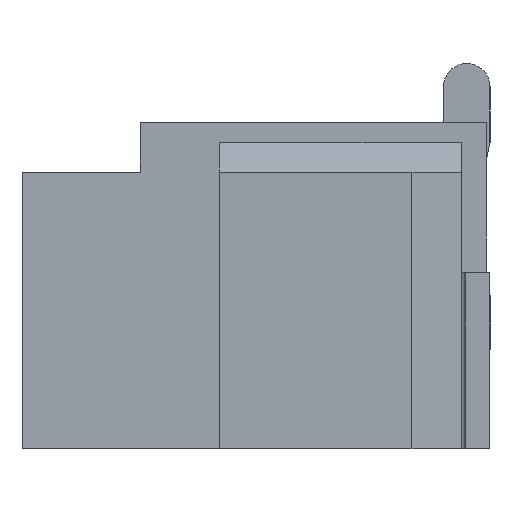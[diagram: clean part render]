
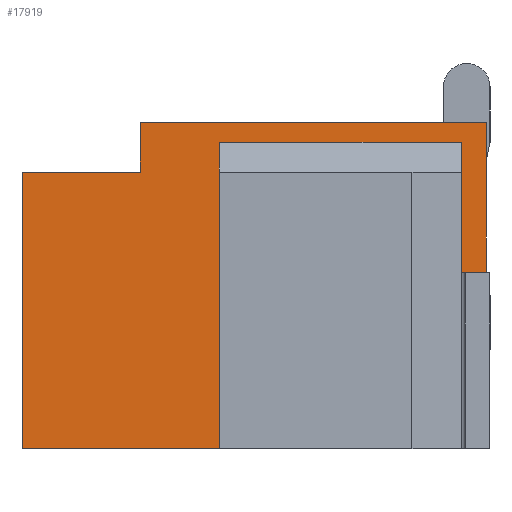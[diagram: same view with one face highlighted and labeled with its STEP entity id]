
A CAD part, left-side view. The second image highlights one B-rep face of the part: STEP entity #17919.
In plain terms, the highlighted planar face has unit normal (-1, 0, 0).
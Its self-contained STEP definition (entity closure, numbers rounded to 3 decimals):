
#6 = VERTEX_POINT ( 'NONE', #16588 ) ;
#296 = EDGE_CURVE ( 'NONE', #3897, #15223, #14337, .T. ) ;
#303 = ORIENTED_EDGE ( 'NONE', *, *, #15796, .F. ) ;
#598 = CARTESIAN_POINT ( 'NONE',  ( -7.125, 4.7, 1.15 ) ) ;
#823 = CARTESIAN_POINT ( 'NONE',  ( -7.125, 0., -1.65 ) ) ;
#1150 = VECTOR ( 'NONE', #10169, 1000. ) ;
#1182 = CARTESIAN_POINT ( 'NONE',  ( -7.125, 2.4, -1.65 ) ) ;
#1355 = CARTESIAN_POINT ( 'NONE',  ( -7.125, 2.4, -1.65 ) ) ;
#1522 = ORIENTED_EDGE ( 'NONE', *, *, #2593, .T. ) ;
#1539 = EDGE_CURVE ( 'NONE', #13394, #1911, #1994, .T. ) ;
#1641 = ORIENTED_EDGE ( 'NONE', *, *, #5773, .F. ) ;
#1815 = CARTESIAN_POINT ( 'NONE',  ( -7.125, 2.7, 0.15 ) ) ;
#1880 = DIRECTION ( 'NONE',  ( 0., 1., 0. ) ) ;
#1911 = VERTEX_POINT ( 'NONE', #13928 ) ;
#1994 = LINE ( 'NONE', #7661, #13530 ) ;
#2164 = CARTESIAN_POINT ( 'NONE',  ( -7.125, 4.7, -1.65 ) ) ;
#2542 = EDGE_CURVE ( 'NONE', #3539, #11006, #14072, .T. ) ;
#2570 = VECTOR ( 'NONE', #12692, 1000. ) ;
#2593 = EDGE_CURVE ( 'NONE', #11006, #4708, #8606, .T. ) ;
#2758 = CARTESIAN_POINT ( 'NONE',  ( -7.125, 2.7, 0.15 ) ) ;
#2866 = CARTESIAN_POINT ( 'NONE',  ( -7.125, 3.5, 1.15 ) ) ;
#3283 = LINE ( 'NONE', #14595, #15086 ) ;
#3301 = DIRECTION ( 'NONE',  ( 0., -1., 0. ) ) ;
#3443 = VECTOR ( 'NONE', #13596, 1000. ) ;
#3470 = PLANE ( 'NONE',  #10851 ) ;
#3473 = VERTEX_POINT ( 'NONE', #10565 ) ;
#3539 = VERTEX_POINT ( 'NONE', #17708 ) ;
#3582 = CARTESIAN_POINT ( 'NONE',  ( -7.125, 2.7, 1.45 ) ) ;
#3806 = DIRECTION ( 'NONE',  ( 0., 0., 1. ) ) ;
#3897 = VERTEX_POINT ( 'NONE', #17232 ) ;
#3906 = CARTESIAN_POINT ( 'NONE',  ( -7.125, 0., -1.65 ) ) ;
#3966 = DIRECTION ( 'NONE',  ( 0., 1., 0. ) ) ;
#4162 = ORIENTED_EDGE ( 'NONE', *, *, #15544, .T. ) ;
#4321 = CARTESIAN_POINT ( 'NONE',  ( -7.125, 0.25, 1.45 ) ) ;
#4326 = VECTOR ( 'NONE', #3806, 1000. ) ;
#4399 = VECTOR ( 'NONE', #5725, 1000. ) ;
#4597 = ORIENTED_EDGE ( 'NONE', *, *, #17443, .T. ) ;
#4699 = DIRECTION ( 'NONE',  ( 0., 0., -1. ) ) ;
#4708 = VERTEX_POINT ( 'NONE', #2866 ) ;
#5053 = DIRECTION ( 'NONE',  ( -1., 0., 0. ) ) ;
#5127 = CARTESIAN_POINT ( 'NONE',  ( -7.125, 0.25, 1.45 ) ) ;
#5649 = ORIENTED_EDGE ( 'NONE', *, *, #9125, .F. ) ;
#5725 = DIRECTION ( 'NONE',  ( 0., 0., 1. ) ) ;
#5773 = EDGE_CURVE ( 'NONE', #10646, #11789, #6808, .T. ) ;
#5888 = CARTESIAN_POINT ( 'NONE',  ( -7.125, 3.5, 1.65 ) ) ;
#6267 = CARTESIAN_POINT ( 'NONE',  ( -7.125, 0.25, 1.45 ) ) ;
#6342 = FACE_OUTER_BOUND ( 'NONE', #9777, .T. ) ;
#6415 = VERTEX_POINT ( 'NONE', #1355 ) ;
#6808 = LINE ( 'NONE', #5127, #7873 ) ;
#7106 = ORIENTED_EDGE ( 'NONE', *, *, #9399, .F. ) ;
#7277 = VECTOR ( 'NONE', #14518, 1000. ) ;
#7319 = VECTOR ( 'NONE', #4699, 1000. ) ;
#7409 = DIRECTION ( 'NONE',  ( 0., 0., -1. ) ) ;
#7651 = FACE_BOUND ( 'NONE', #9644, .T. ) ;
#7661 = CARTESIAN_POINT ( 'NONE',  ( -7.125, 4.7, -1.65 ) ) ;
#7873 = VECTOR ( 'NONE', #10987, 1000. ) ;
#7939 = EDGE_CURVE ( 'NONE', #3897, #11789, #14169, .T. ) ;
#7965 = LINE ( 'NONE', #13529, #15940 ) ;
#8002 = ORIENTED_EDGE ( 'NONE', *, *, #17817, .T. ) ;
#8032 = LINE ( 'NONE', #17667, #3443 ) ;
#8078 = LINE ( 'NONE', #823, #4326 ) ;
#8426 = ORIENTED_EDGE ( 'NONE', *, *, #296, .F. ) ;
#8606 = LINE ( 'NONE', #14257, #7319 ) ;
#8750 = ORIENTED_EDGE ( 'NONE', *, *, #2542, .T. ) ;
#8765 = VERTEX_POINT ( 'NONE', #3906 ) ;
#8978 = CARTESIAN_POINT ( 'NONE',  ( -7.125, 0.26, 0.13 ) ) ;
#9053 = LINE ( 'NONE', #598, #14167 ) ;
#9125 = EDGE_CURVE ( 'NONE', #3473, #6, #7965, .T. ) ;
#9231 = EDGE_CURVE ( 'NONE', #6415, #13394, #18349, .T. ) ;
#9399 = EDGE_CURVE ( 'NONE', #1911, #4708, #9053, .T. ) ;
#9401 = DIRECTION ( 'NONE',  ( 0., 0., 1. ) ) ;
#9644 = EDGE_LOOP ( 'NONE', ( #1641, #8002, #8426, #10933 ) ) ;
#9777 = EDGE_LOOP ( 'NONE', ( #5649, #4597, #13337, #4162, #8750, #1522, #7106, #15436, #16993, #303 ) ) ;
#10169 = DIRECTION ( 'NONE',  ( 0., -1., 0. ) ) ;
#10565 = CARTESIAN_POINT ( 'NONE',  ( -7.125, 0.26, 0.13 ) ) ;
#10646 = VERTEX_POINT ( 'NONE', #6267 ) ;
#10847 = VERTEX_POINT ( 'NONE', #15357 ) ;
#10851 = AXIS2_PLACEMENT_3D ( 'NONE', #14694, #5053, #14973 ) ;
#10933 = ORIENTED_EDGE ( 'NONE', *, *, #7939, .T. ) ;
#10987 = DIRECTION ( 'NONE',  ( 0., 1., 0. ) ) ;
#11006 = VERTEX_POINT ( 'NONE', #5888 ) ;
#11068 = EDGE_CURVE ( 'NONE', #8765, #10847, #3283, .T. ) ;
#11212 = VECTOR ( 'NONE', #7409, 1000. ) ;
#11592 = LINE ( 'NONE', #8978, #11212 ) ;
#11614 = CARTESIAN_POINT ( 'NONE',  ( -7.125, 0.25, 0.15 ) ) ;
#11789 = VERTEX_POINT ( 'NONE', #3582 ) ;
#12692 = DIRECTION ( 'NONE',  ( 0., 1., 0. ) ) ;
#13337 = ORIENTED_EDGE ( 'NONE', *, *, #11068, .F. ) ;
#13394 = VERTEX_POINT ( 'NONE', #2164 ) ;
#13529 = CARTESIAN_POINT ( 'NONE',  ( -7.125, 0.26, 0.13 ) ) ;
#13530 = VECTOR ( 'NONE', #9401, 1000. ) ;
#13596 = DIRECTION ( 'NONE',  ( 0., 0., -1. ) ) ;
#13928 = CARTESIAN_POINT ( 'NONE',  ( -7.125, 4.7, 1.15 ) ) ;
#14072 = LINE ( 'NONE', #18254, #2570 ) ;
#14167 = VECTOR ( 'NONE', #3301, 1000. ) ;
#14169 = LINE ( 'NONE', #2758, #4399 ) ;
#14245 = LINE ( 'NONE', #4321, #7277 ) ;
#14257 = CARTESIAN_POINT ( 'NONE',  ( -7.125, 3.5, 1.65 ) ) ;
#14337 = LINE ( 'NONE', #1815, #1150 ) ;
#14518 = DIRECTION ( 'NONE',  ( 0., 0., -1. ) ) ;
#14595 = CARTESIAN_POINT ( 'NONE',  ( -7.125, 0., -1.65 ) ) ;
#14694 = CARTESIAN_POINT ( 'NONE',  ( -7.125, 0., -1.65 ) ) ;
#14747 = VECTOR ( 'NONE', #18162, 1000. ) ;
#14973 = DIRECTION ( 'NONE',  ( 0., 0., 1. ) ) ;
#15086 = VECTOR ( 'NONE', #1880, 1000. ) ;
#15223 = VERTEX_POINT ( 'NONE', #11614 ) ;
#15357 = CARTESIAN_POINT ( 'NONE',  ( -7.125, 0.26, -1.65 ) ) ;
#15436 = ORIENTED_EDGE ( 'NONE', *, *, #1539, .F. ) ;
#15544 = EDGE_CURVE ( 'NONE', #8765, #3539, #8078, .T. ) ;
#15796 = EDGE_CURVE ( 'NONE', #6, #6415, #8032, .T. ) ;
#15940 = VECTOR ( 'NONE', #3966, 1000. ) ;
#16588 = CARTESIAN_POINT ( 'NONE',  ( -7.125, 2.4, 0.13 ) ) ;
#16993 = ORIENTED_EDGE ( 'NONE', *, *, #9231, .F. ) ;
#17232 = CARTESIAN_POINT ( 'NONE',  ( -7.125, 2.7, 0.15 ) ) ;
#17443 = EDGE_CURVE ( 'NONE', #3473, #10847, #11592, .T. ) ;
#17667 = CARTESIAN_POINT ( 'NONE',  ( -7.125, 2.4, 0.13 ) ) ;
#17708 = CARTESIAN_POINT ( 'NONE',  ( -7.125, 0., 1.65 ) ) ;
#17817 = EDGE_CURVE ( 'NONE', #10646, #15223, #14245, .T. ) ;
#17919 = ADVANCED_FACE ( 'NONE', ( #7651, #6342 ), #3470, .T. ) ;
#18162 = DIRECTION ( 'NONE',  ( 0., 1., 0. ) ) ;
#18254 = CARTESIAN_POINT ( 'NONE',  ( -7.125, 0., 1.65 ) ) ;
#18349 = LINE ( 'NONE', #1182, #14747 ) ;
